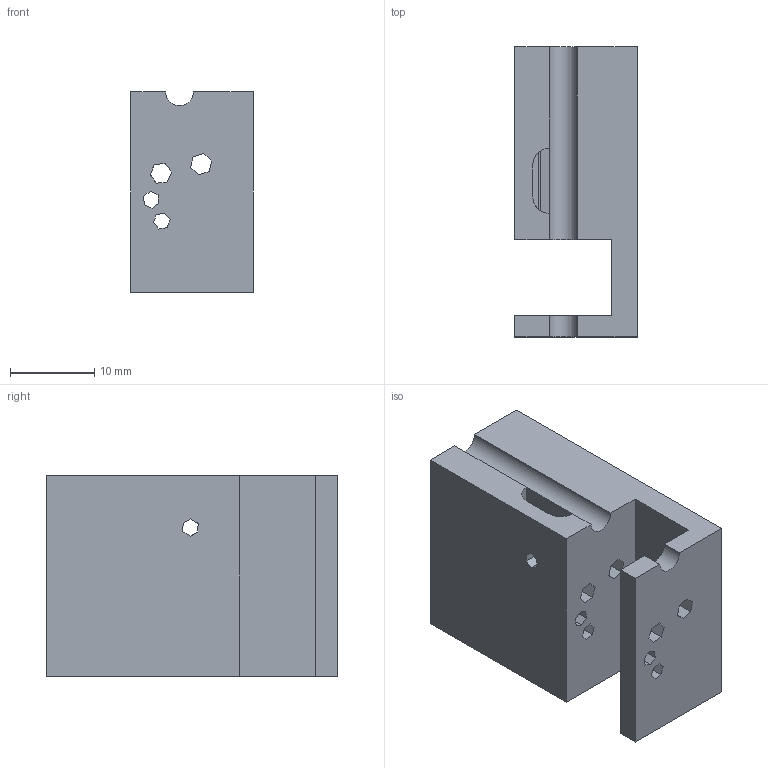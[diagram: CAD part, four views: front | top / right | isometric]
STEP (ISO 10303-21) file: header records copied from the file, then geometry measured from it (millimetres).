
FILE_DESCRIPTION(('Open CASCADE Model'),'2;1');
FILE_NAME('Open CASCADE Shape Model','2021-05-03T15:00:52',('Author'),( 'Open CASCADE'),'Open CASCADE STEP processor 7.4','Open CASCADE 7.4' ,'Unknown');
FILE_SCHEMA(('AUTOMOTIVE_DESIGN { 1 0 10303 214 1 1 1 1 }'));
Length unit declared in the file: millimetre
Products named in the file (1): Open CASCADE STEP translator 7.4 609
Bounding box: 14.58 x 34.47 x 23.8 mm (x, y, z)
Volume: 8852 mm3; surface area: 4566.2 mm2
Topology: 1 solids, 1 shells, 84 faces, 253 edges, 168 vertices
Faces by surface type: plane 78, cylinder 6
Entity records: 6042 total; most frequent: CARTESIAN_POINT 1240, DIRECTION 787, LINE 551, VECTOR 551, ORIENTED_EDGE 506, PCURVE 506, DEFINITIONAL_REPRESENTATION 506, EDGE_CURVE 253
